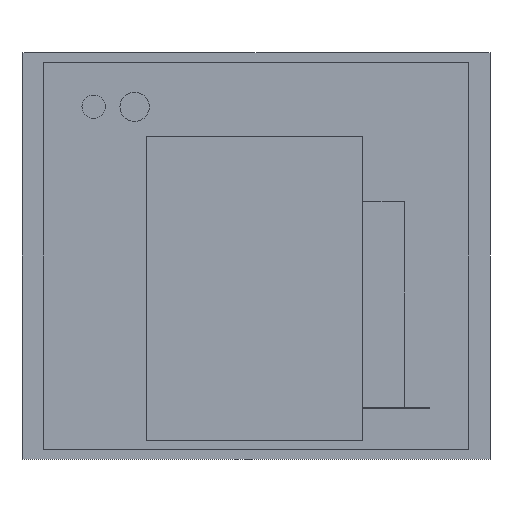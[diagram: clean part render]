
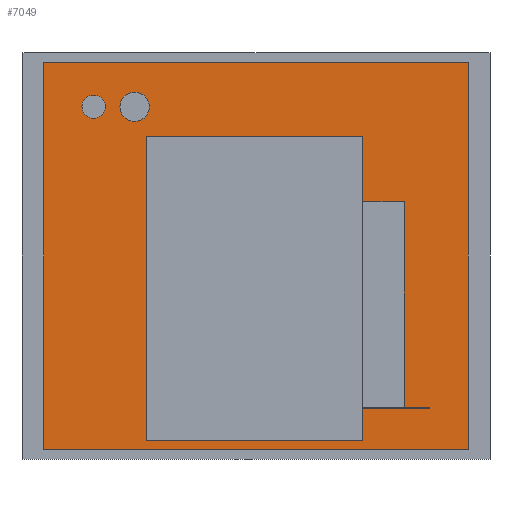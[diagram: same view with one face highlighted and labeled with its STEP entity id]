
A CAD part, front view. The second image highlights one B-rep face of the part: STEP entity #7049.
In plain terms, the highlighted planar face has unit normal (0, -1, 0).
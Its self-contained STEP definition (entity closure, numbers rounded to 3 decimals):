
#95=FACE_BOUND('',#743,.T.);
#96=FACE_BOUND('',#744,.T.);
#107=CIRCLE('',#7518,20.);
#109=CIRCLE('',#7522,25.);
#313=FACE_OUTER_BOUND('',#742,.T.);
#742=EDGE_LOOP('',(#4755,#4756,#4757,#4758));
#743=EDGE_LOOP('',(#4759));
#744=EDGE_LOOP('',(#4760));
#1206=LINE('',#10165,#2100);
#1208=LINE('',#10169,#2102);
#1210=LINE('',#10173,#2104);
#1212=LINE('',#10176,#2106);
#2100=VECTOR('',#8166,10.);
#2102=VECTOR('',#8170,10.);
#2104=VECTOR('',#8174,10.);
#2106=VECTOR('',#8178,10.);
#2956=VERTEX_POINT('',#10091);
#2958=VERTEX_POINT('',#10098);
#2979=VERTEX_POINT('',#10162);
#2980=VERTEX_POINT('',#10164);
#2981=VERTEX_POINT('',#10168);
#2982=VERTEX_POINT('',#10172);
#3641=EDGE_CURVE('',#2956,#2956,#107,.T.);
#3644=EDGE_CURVE('',#2958,#2958,#109,.T.);
#3674=EDGE_CURVE('',#2980,#2979,#1206,.T.);
#3676=EDGE_CURVE('',#2981,#2980,#1208,.T.);
#3678=EDGE_CURVE('',#2982,#2981,#1210,.T.);
#3680=EDGE_CURVE('',#2979,#2982,#1212,.T.);
#4755=ORIENTED_EDGE('',*,*,#3680,.T.);
#4756=ORIENTED_EDGE('',*,*,#3678,.T.);
#4757=ORIENTED_EDGE('',*,*,#3676,.T.);
#4758=ORIENTED_EDGE('',*,*,#3674,.T.);
#4759=ORIENTED_EDGE('',*,*,#3641,.T.);
#4760=ORIENTED_EDGE('',*,*,#3644,.T.);
#6682=PLANE('',#7539);
#7049=ADVANCED_FACE('',(#313,#95,#96),#6682,.T.);
#7518=AXIS2_PLACEMENT_3D('',#10093,#8100,#8101);
#7522=AXIS2_PLACEMENT_3D('',#10100,#8109,#8110);
#7539=AXIS2_PLACEMENT_3D('',#10177,#8179,#8180);
#8100=DIRECTION('center_axis',(0.,1.,0.));
#8101=DIRECTION('ref_axis',(1.,0.,0.));
#8109=DIRECTION('center_axis',(0.,1.,0.));
#8110=DIRECTION('ref_axis',(1.,0.,0.));
#8166=DIRECTION('',(-1.,0.,0.));
#8170=DIRECTION('',(0.,0.,1.));
#8174=DIRECTION('',(1.,0.,0.));
#8178=DIRECTION('',(0.,0.,-1.));
#8179=DIRECTION('center_axis',(0.,-1.,0.));
#8180=DIRECTION('ref_axis',(0.,0.,-1.));
#10091=CARTESIAN_POINT('',(-297.5,-370.,255.));
#10093=CARTESIAN_POINT('Origin',(-277.5,-370.,255.));
#10098=CARTESIAN_POINT('',(-232.5,-370.,255.));
#10100=CARTESIAN_POINT('Origin',(-207.5,-370.,255.));
#10162=CARTESIAN_POINT('',(-362.5,-370.,330.));
#10164=CARTESIAN_POINT('',(362.5,-370.,330.));
#10165=CARTESIAN_POINT('',(-362.5,-370.,330.));
#10168=CARTESIAN_POINT('',(362.5,-370.,-330.));
#10169=CARTESIAN_POINT('',(362.5,-370.,330.));
#10172=CARTESIAN_POINT('',(-362.5,-370.,-330.));
#10173=CARTESIAN_POINT('',(362.5,-370.,-330.));
#10176=CARTESIAN_POINT('',(-362.5,-370.,-330.));
#10177=CARTESIAN_POINT('Origin',(0.,-370.,0.));
